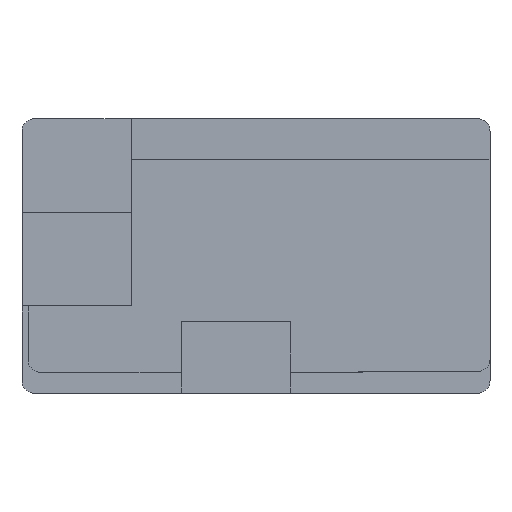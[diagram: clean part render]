
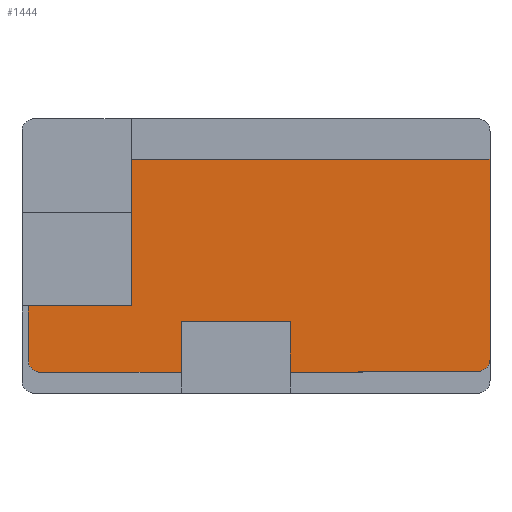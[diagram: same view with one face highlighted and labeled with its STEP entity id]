
A CAD part, top view. The second image highlights one B-rep face of the part: STEP entity #1444.
In plain terms, the highlighted planar face has unit normal (0, 0, 1).
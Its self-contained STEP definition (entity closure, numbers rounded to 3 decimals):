
#925 = VERTEX_POINT('',#926);
#926 = CARTESIAN_POINT('',(75.,31.,5.65));
#946 = EDGE_CURVE('',#947,#925,#949,.T.);
#947 = VERTEX_POINT('',#948);
#948 = CARTESIAN_POINT('',(75.,-33.017,5.65));
#949 = LINE('',#950,#951);
#950 = CARTESIAN_POINT('',(75.,-37.,5.65));
#951 = VECTOR('',#952,1.);
#952 = DIRECTION('',(0.,1.,0.));
#1099 = VERTEX_POINT('',#1100);
#1100 = CARTESIAN_POINT('',(-40.,-16.,5.65));
#1106 = EDGE_CURVE('',#1107,#1099,#1109,.T.);
#1107 = VERTEX_POINT('',#1108);
#1108 = CARTESIAN_POINT('',(-73.,-16.,5.65));
#1109 = LINE('',#1110,#1111);
#1110 = CARTESIAN_POINT('',(-37.271,-16.,5.65));
#1111 = VECTOR('',#1112,1.);
#1112 = DIRECTION('',(1.,0.,0.));
#1130 = EDGE_CURVE('',#1107,#1131,#1133,.T.);
#1131 = VERTEX_POINT('',#1132);
#1132 = CARTESIAN_POINT('',(-73.,-33.273,5.65));
#1133 = LINE('',#1134,#1135);
#1134 = CARTESIAN_POINT('',(-73.,42.,5.65));
#1135 = VECTOR('',#1136,1.);
#1136 = DIRECTION('',(0.,-1.,0.));
#1178 = VERTEX_POINT('',#1179);
#1179 = CARTESIAN_POINT('',(-69.,-37.273,5.65));
#1185 = EDGE_CURVE('',#1131,#1178,#1186,.T.);
#1186 = CIRCLE('',#1187,4.);
#1187 = AXIS2_PLACEMENT_3D('',#1188,#1189,#1190);
#1188 = CARTESIAN_POINT('',(-69.,-33.273,5.65));
#1189 = DIRECTION('',(-0.,0.,1.));
#1190 = DIRECTION('',(0.,-1.,0.));
#1203 = EDGE_CURVE('',#1178,#1204,#1206,.T.);
#1204 = VERTEX_POINT('',#1205);
#1205 = CARTESIAN_POINT('',(-24.,-37.273,5.65));
#1206 = LINE('',#1207,#1208);
#1207 = CARTESIAN_POINT('',(-73.,-37.273,5.65));
#1208 = VECTOR('',#1209,1.);
#1209 = DIRECTION('',(1.,0.,0.));
#1370 = VERTEX_POINT('',#1371);
#1371 = CARTESIAN_POINT('',(11.,-37.273,5.65));
#1377 = EDGE_CURVE('',#1370,#1378,#1380,.T.);
#1378 = VERTEX_POINT('',#1379);
#1379 = CARTESIAN_POINT('',(71.017,-37.017,5.65));
#1380 = LINE('',#1381,#1382);
#1381 = CARTESIAN_POINT('',(11.,-37.273,5.65));
#1382 = VECTOR('',#1383,1.);
#1383 = DIRECTION('',(1.,0.004,0.));
#1401 = EDGE_CURVE('',#947,#1378,#1402,.T.);
#1402 = CIRCLE('',#1403,4.);
#1403 = AXIS2_PLACEMENT_3D('',#1404,#1405,#1406);
#1404 = CARTESIAN_POINT('',(71.,-33.017,5.65));
#1405 = DIRECTION('',(-0.,-0.,-1.));
#1406 = DIRECTION('',(0.,-1.,0.));
#1444 = ADVANCED_FACE('',(#1445),#1490,.T.);
#1445 = FACE_BOUND('',#1446,.T.);
#1446 = EDGE_LOOP('',(#1447,#1448,#1456,#1464,#1470,#1471,#1472,#1473,
    #1481,#1487,#1488,#1489));
#1447 = ORIENTED_EDGE('',*,*,#1203,.T.);
#1448 = ORIENTED_EDGE('',*,*,#1449,.F.);
#1449 = EDGE_CURVE('',#1450,#1204,#1452,.T.);
#1450 = VERTEX_POINT('',#1451);
#1451 = CARTESIAN_POINT('',(-24.,-21.,5.65));
#1452 = LINE('',#1453,#1454);
#1453 = CARTESIAN_POINT('',(-24.,-21.,5.65));
#1454 = VECTOR('',#1455,1.);
#1455 = DIRECTION('',(0.,-1.,0.));
#1456 = ORIENTED_EDGE('',*,*,#1457,.F.);
#1457 = EDGE_CURVE('',#1458,#1450,#1460,.T.);
#1458 = VERTEX_POINT('',#1459);
#1459 = CARTESIAN_POINT('',(11.,-21.,5.65));
#1460 = LINE('',#1461,#1462);
#1461 = CARTESIAN_POINT('',(11.,-21.,5.65));
#1462 = VECTOR('',#1463,1.);
#1463 = DIRECTION('',(-1.,0.,0.));
#1464 = ORIENTED_EDGE('',*,*,#1465,.F.);
#1465 = EDGE_CURVE('',#1370,#1458,#1466,.T.);
#1466 = LINE('',#1467,#1468);
#1467 = CARTESIAN_POINT('',(11.,-37.273,5.65));
#1468 = VECTOR('',#1469,1.);
#1469 = DIRECTION('',(0.,1.,0.));
#1470 = ORIENTED_EDGE('',*,*,#1377,.T.);
#1471 = ORIENTED_EDGE('',*,*,#1401,.F.);
#1472 = ORIENTED_EDGE('',*,*,#946,.T.);
#1473 = ORIENTED_EDGE('',*,*,#1474,.T.);
#1474 = EDGE_CURVE('',#925,#1475,#1477,.T.);
#1475 = VERTEX_POINT('',#1476);
#1476 = CARTESIAN_POINT('',(-40.,31.,5.65));
#1477 = LINE('',#1478,#1479);
#1478 = CARTESIAN_POINT('',(37.729,31.,5.65));
#1479 = VECTOR('',#1480,1.);
#1480 = DIRECTION('',(-1.,-0.,0.));
#1481 = ORIENTED_EDGE('',*,*,#1482,.F.);
#1482 = EDGE_CURVE('',#1099,#1475,#1483,.T.);
#1483 = LINE('',#1484,#1485);
#1484 = CARTESIAN_POINT('',(-40.,-7.266,5.65));
#1485 = VECTOR('',#1486,1.);
#1486 = DIRECTION('',(0.,1.,0.));
#1487 = ORIENTED_EDGE('',*,*,#1106,.F.);
#1488 = ORIENTED_EDGE('',*,*,#1130,.T.);
#1489 = ORIENTED_EDGE('',*,*,#1185,.T.);
#1490 = PLANE('',#1491);
#1491 = AXIS2_PLACEMENT_3D('',#1492,#1493,#1494);
#1492 = CARTESIAN_POINT('',(0.457,1.467,5.65));
#1493 = DIRECTION('',(0.,0.,1.));
#1494 = DIRECTION('',(1.,0.,0.));
